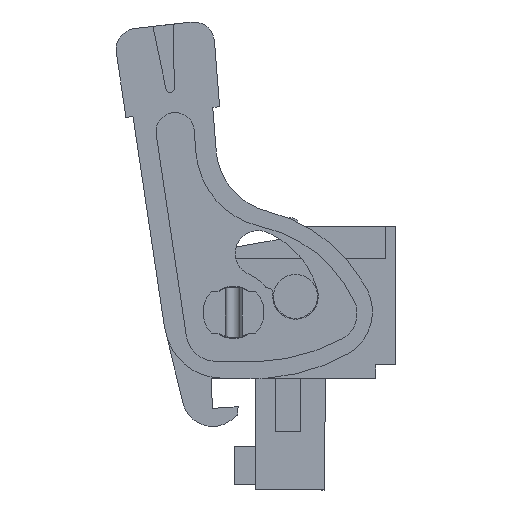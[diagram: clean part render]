
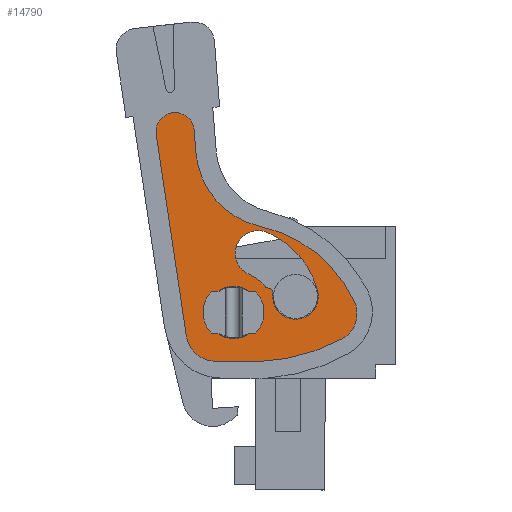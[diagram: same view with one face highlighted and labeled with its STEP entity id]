
A CAD part, left-side view. The second image highlights one B-rep face of the part: STEP entity #14790.
In plain terms, the highlighted planar face has unit normal (-1, 0, 0).
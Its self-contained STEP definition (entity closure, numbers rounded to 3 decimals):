
#14493=AXIS2_PLACEMENT_3D('Plane Axis2P3D',#14490,#14491,#14492) ;
#14622=AXIS2_PLACEMENT_3D('Circle Axis2P3D',#14620,#14621,$) ;
#14646=AXIS2_PLACEMENT_3D('Circle Axis2P3D',#14644,#14645,$) ;
#14672=AXIS2_PLACEMENT_3D('Circle Axis2P3D',#14670,#14671,$) ;
#14679=AXIS2_PLACEMENT_3D('Circle Axis2P3D',#14677,#14678,$) ;
#14686=AXIS2_PLACEMENT_3D('Circle Axis2P3D',#14684,#14685,$) ;
#14693=AXIS2_PLACEMENT_3D('Circle Axis2P3D',#14691,#14692,$) ;
#14716=AXIS2_PLACEMENT_3D('Circle Axis2P3D',#14714,#14715,$) ;
#14725=AXIS2_PLACEMENT_3D('Circle Axis2P3D',#14723,#14724,$) ;
#14732=AXIS2_PLACEMENT_3D('Circle Axis2P3D',#14730,#14731,$) ;
#14739=AXIS2_PLACEMENT_3D('Circle Axis2P3D',#14737,#14738,$) ;
#14746=AXIS2_PLACEMENT_3D('Circle Axis2P3D',#14744,#14745,$) ;
#14753=AXIS2_PLACEMENT_3D('Circle Axis2P3D',#14751,#14752,$) ;
#14760=AXIS2_PLACEMENT_3D('Circle Axis2P3D',#14758,#14759,$) ;
#14774=AXIS2_PLACEMENT_3D('Circle Axis2P3D',#14772,#14773,$) ;
#14783=AXIS2_PLACEMENT_3D('Circle Axis2P3D',#14781,#14782,$) ;
#14490=CARTESIAN_POINT('Axis2P3D Location',(1.1,1.4,0.)) ;
#14589=CARTESIAN_POINT('Line Origine',(1.1,13.287,15.072)) ;
#14593=CARTESIAN_POINT('Vertex',(1.1,12.398,9.121)) ;
#14595=CARTESIAN_POINT('Vertex',(1.1,14.176,21.023)) ;
#14620=CARTESIAN_POINT('Axis2P3D Location',(1.1,10.645,9.383)) ;
#14624=CARTESIAN_POINT('Vertex',(1.1,10.665,7.61)) ;
#14644=CARTESIAN_POINT('Axis2P3D Location',(1.1,13.058,21.19)) ;
#14648=CARTESIAN_POINT('Vertex',(1.1,11.931,21.279)) ;
#14663=CARTESIAN_POINT('Line Origine',(1.1,9.423,7.596)) ;
#14667=CARTESIAN_POINT('Vertex',(1.1,8.181,7.582)) ;
#14670=CARTESIAN_POINT('Axis2P3D Location',(1.1,8.615,19.073)) ;
#14674=CARTESIAN_POINT('Vertex',(1.1,3.202,8.927)) ;
#14677=CARTESIAN_POINT('Axis2P3D Location',(1.1,4.004,10.431)) ;
#14681=CARTESIAN_POINT('Vertex',(1.1,2.462,11.157)) ;
#14684=CARTESIAN_POINT('Axis2P3D Location',(1.1,9.73,7.737)) ;
#14688=CARTESIAN_POINT('Vertex',(1.1,8.015,15.585)) ;
#14691=CARTESIAN_POINT('Axis2P3D Location',(1.1,6.976,20.339)) ;
#14695=CARTESIAN_POINT('Vertex',(1.1,11.827,19.957)) ;
#14698=CARTESIAN_POINT('Line Origine',(1.1,11.879,20.618)) ;
#14714=CARTESIAN_POINT('Axis2P3D Location',(1.1,7.517,12.189)) ;
#14718=CARTESIAN_POINT('Vertex',(1.1,7.517,11.939)) ;
#14720=CARTESIAN_POINT('Vertex',(1.1,7.711,12.031)) ;
#14723=CARTESIAN_POINT('Axis2P3D Location',(1.1,9.6,10.5)) ;
#14727=CARTESIAN_POINT('Vertex',(1.1,8.672,12.747)) ;
#14730=CARTESIAN_POINT('Axis2P3D Location',(1.1,8.156,13.995)) ;
#14734=CARTESIAN_POINT('Vertex',(1.1,7.641,15.242)) ;
#14737=CARTESIAN_POINT('Axis2P3D Location',(1.1,9.6,10.5)) ;
#14741=CARTESIAN_POINT('Vertex',(1.1,4.633,11.789)) ;
#14744=CARTESIAN_POINT('Axis2P3D Location',(1.1,5.94,11.45)) ;
#14748=CARTESIAN_POINT('Vertex',(1.1,7.286,11.555)) ;
#14751=CARTESIAN_POINT('Axis2P3D Location',(1.1,6.887,11.524)) ;
#14755=CARTESIAN_POINT('Vertex',(1.1,7.274,11.625)) ;
#14758=CARTESIAN_POINT('Axis2P3D Location',(1.1,7.516,11.689)) ;
#14772=CARTESIAN_POINT('Axis2P3D Location',(1.1,9.6,10.5)) ;
#14776=CARTESIAN_POINT('Vertex',(1.1,9.6,8.95)) ;
#14778=CARTESIAN_POINT('Vertex',(1.1,9.6,12.05)) ;
#14781=CARTESIAN_POINT('Axis2P3D Location',(1.1,9.6,10.5)) ;
#14491=DIRECTION('Axis2P3D Direction',(1.,0.,0.)) ;
#14492=DIRECTION('Axis2P3D XDirection',(0.,1.,0.)) ;
#14590=DIRECTION('Vector Direction',(0.,0.148,0.989)) ;
#14621=DIRECTION('Axis2P3D Direction',(1.,0.,0.)) ;
#14645=DIRECTION('Axis2P3D Direction',(1.,0.,0.)) ;
#14664=DIRECTION('Vector Direction',(0.,1.,0.011)) ;
#14671=DIRECTION('Axis2P3D Direction',(1.,0.,0.)) ;
#14678=DIRECTION('Axis2P3D Direction',(1.,0.,0.)) ;
#14685=DIRECTION('Axis2P3D Direction',(1.,0.,0.)) ;
#14692=DIRECTION('Axis2P3D Direction',(1.,0.,0.)) ;
#14699=DIRECTION('Vector Direction',(0.,-0.078,-0.997)) ;
#14715=DIRECTION('Axis2P3D Direction',(1.,0.,0.)) ;
#14724=DIRECTION('Axis2P3D Direction',(1.,0.,0.)) ;
#14731=DIRECTION('Axis2P3D Direction',(1.,0.,0.)) ;
#14738=DIRECTION('Axis2P3D Direction',(1.,0.,0.)) ;
#14745=DIRECTION('Axis2P3D Direction',(1.,0.,0.)) ;
#14752=DIRECTION('Axis2P3D Direction',(1.,0.,0.)) ;
#14759=DIRECTION('Axis2P3D Direction',(1.,0.,0.)) ;
#14773=DIRECTION('Axis2P3D Direction',(1.,0.,0.)) ;
#14782=DIRECTION('Axis2P3D Direction',(1.,0.,0.)) ;
#14591=VECTOR('Line Direction',#14590,1.) ;
#14665=VECTOR('Line Direction',#14664,1.) ;
#14700=VECTOR('Line Direction',#14699,1.) ;
#14704=ORIENTED_EDGE('',*,*,#14626,.F.) ;
#14705=ORIENTED_EDGE('',*,*,#14669,.F.) ;
#14706=ORIENTED_EDGE('',*,*,#14676,.F.) ;
#14707=ORIENTED_EDGE('',*,*,#14683,.F.) ;
#14708=ORIENTED_EDGE('',*,*,#14690,.F.) ;
#14709=ORIENTED_EDGE('',*,*,#14697,.F.) ;
#14710=ORIENTED_EDGE('',*,*,#14702,.F.) ;
#14711=ORIENTED_EDGE('',*,*,#14650,.F.) ;
#14712=ORIENTED_EDGE('',*,*,#14597,.F.) ;
#14764=ORIENTED_EDGE('',*,*,#14722,.T.) ;
#14765=ORIENTED_EDGE('',*,*,#14729,.F.) ;
#14766=ORIENTED_EDGE('',*,*,#14736,.T.) ;
#14767=ORIENTED_EDGE('',*,*,#14743,.T.) ;
#14768=ORIENTED_EDGE('',*,*,#14750,.T.) ;
#14769=ORIENTED_EDGE('',*,*,#14757,.T.) ;
#14770=ORIENTED_EDGE('',*,*,#14762,.F.) ;
#14787=ORIENTED_EDGE('',*,*,#14780,.T.) ;
#14788=ORIENTED_EDGE('',*,*,#14785,.T.) ;
#14771=FACE_BOUND('',#14763,.T.) ;
#14789=FACE_BOUND('',#14786,.T.) ;
#14790=ADVANCED_FACE('lock',(#14713,#14771,#14789),#14494,.F.) ;
#14623=CIRCLE('generated circle',#14622,1.773) ;
#14647=CIRCLE('generated circle',#14646,1.131) ;
#14673=CIRCLE('generated circle',#14672,11.5) ;
#14680=CIRCLE('generated circle',#14679,1.705) ;
#14687=CIRCLE('generated circle',#14686,8.033) ;
#14694=CIRCLE('generated circle',#14693,4.866) ;
#14717=CIRCLE('generated circle',#14716,0.25) ;
#14726=CIRCLE('generated circle',#14725,2.431) ;
#14733=CIRCLE('generated circle',#14732,1.35) ;
#14740=CIRCLE('generated circle',#14739,5.131) ;
#14747=CIRCLE('generated circle',#14746,1.35) ;
#14754=CIRCLE('generated circle',#14753,0.4) ;
#14761=CIRCLE('generated circle',#14760,0.25) ;
#14775=CIRCLE('generated circle',#14774,1.55) ;
#14784=CIRCLE('generated circle',#14783,1.55) ;
#14597=EDGE_CURVE('',#14594,#14596,#14592,.T.) ;
#14626=EDGE_CURVE('',#14625,#14594,#14623,.T.) ;
#14650=EDGE_CURVE('',#14596,#14649,#14647,.T.) ;
#14669=EDGE_CURVE('',#14668,#14625,#14666,.T.) ;
#14676=EDGE_CURVE('',#14675,#14668,#14673,.T.) ;
#14683=EDGE_CURVE('',#14682,#14675,#14680,.T.) ;
#14690=EDGE_CURVE('',#14689,#14682,#14687,.T.) ;
#14697=EDGE_CURVE('',#14696,#14689,#14694,.F.) ;
#14702=EDGE_CURVE('',#14649,#14696,#14701,.T.) ;
#14722=EDGE_CURVE('',#14719,#14721,#14717,.T.) ;
#14729=EDGE_CURVE('',#14728,#14721,#14726,.T.) ;
#14736=EDGE_CURVE('',#14728,#14735,#14733,.T.) ;
#14743=EDGE_CURVE('',#14735,#14742,#14740,.T.) ;
#14750=EDGE_CURVE('',#14742,#14749,#14747,.T.) ;
#14757=EDGE_CURVE('',#14749,#14756,#14754,.T.) ;
#14762=EDGE_CURVE('',#14719,#14756,#14761,.T.) ;
#14780=EDGE_CURVE('',#14777,#14779,#14775,.T.) ;
#14785=EDGE_CURVE('',#14779,#14777,#14784,.T.) ;
#14703=EDGE_LOOP('',(#14704,#14705,#14706,#14707,#14708,#14709,#14710,#14711,#14712)) ;
#14763=EDGE_LOOP('',(#14764,#14765,#14766,#14767,#14768,#14769,#14770)) ;
#14786=EDGE_LOOP('',(#14787,#14788)) ;
#14713=FACE_OUTER_BOUND('',#14703,.T.) ;
#14592=LINE('Line',#14589,#14591) ;
#14666=LINE('Line',#14663,#14665) ;
#14701=LINE('Line',#14698,#14700) ;
#14494=PLANE('',#14493) ;
#14594=VERTEX_POINT('',#14593) ;
#14596=VERTEX_POINT('',#14595) ;
#14625=VERTEX_POINT('',#14624) ;
#14649=VERTEX_POINT('',#14648) ;
#14668=VERTEX_POINT('',#14667) ;
#14675=VERTEX_POINT('',#14674) ;
#14682=VERTEX_POINT('',#14681) ;
#14689=VERTEX_POINT('',#14688) ;
#14696=VERTEX_POINT('',#14695) ;
#14719=VERTEX_POINT('',#14718) ;
#14721=VERTEX_POINT('',#14720) ;
#14728=VERTEX_POINT('',#14727) ;
#14735=VERTEX_POINT('',#14734) ;
#14742=VERTEX_POINT('',#14741) ;
#14749=VERTEX_POINT('',#14748) ;
#14756=VERTEX_POINT('',#14755) ;
#14777=VERTEX_POINT('',#14776) ;
#14779=VERTEX_POINT('',#14778) ;
